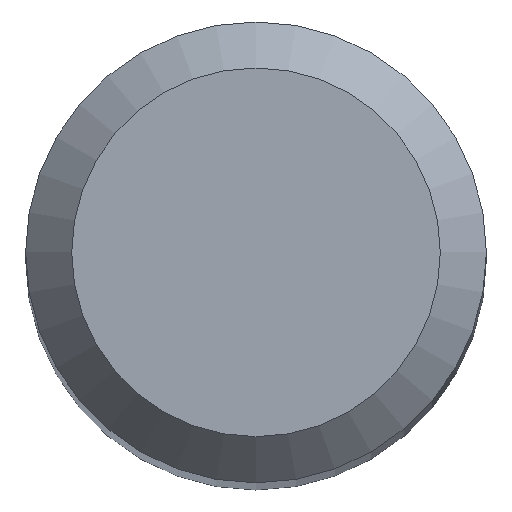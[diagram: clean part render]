
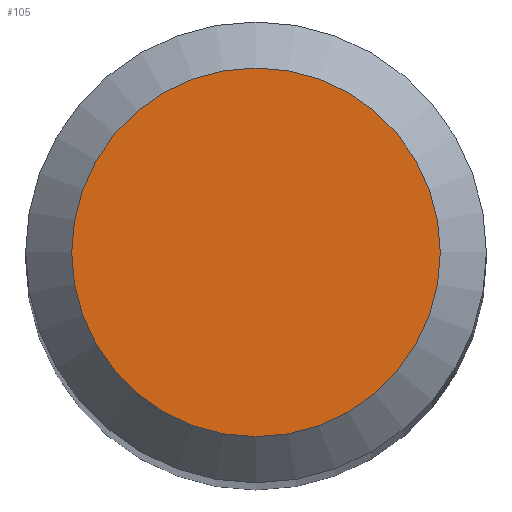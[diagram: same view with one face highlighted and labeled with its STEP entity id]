
A CAD part, top view. The second image highlights one B-rep face of the part: STEP entity #105.
In plain terms, the highlighted planar face has unit normal (0, 0, 1).
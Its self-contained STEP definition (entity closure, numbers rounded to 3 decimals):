
#2 = CIRCLE ( 'NONE', #170, 1.2 ) ;
#29 = DIRECTION ( 'NONE',  ( 0., 1., 0. ) ) ;
#63 = AXIS2_PLACEMENT_3D ( 'NONE', #211, #156, #155 ) ;
#69 = EDGE_LOOP ( 'NONE', ( #158 ) ) ;
#81 = PLANE ( 'NONE',  #63 ) ;
#93 = CARTESIAN_POINT ( 'NONE',  ( 0., 0., 50. ) ) ;
#105 = ADVANCED_FACE ( 'NONE', ( #133 ), #81, .F. ) ;
#133 = FACE_OUTER_BOUND ( 'NONE', #69, .T. ) ;
#155 = DIRECTION ( 'NONE',  ( 0., 1., 0. ) ) ;
#156 = DIRECTION ( 'NONE',  ( 0., 0., -1. ) ) ;
#158 = ORIENTED_EDGE ( 'NONE', *, *, #245, .F. ) ;
#170 = AXIS2_PLACEMENT_3D ( 'NONE', #93, #234, #29 ) ;
#203 = CARTESIAN_POINT ( 'NONE',  ( 0., 1.2, 50. ) ) ;
#211 = CARTESIAN_POINT ( 'NONE',  ( 0., 0., 50. ) ) ;
#234 = DIRECTION ( 'NONE',  ( 0., 0., -1. ) ) ;
#245 = EDGE_CURVE ( 'NONE', #248, #248, #2, .T. ) ;
#248 = VERTEX_POINT ( 'NONE', #203 ) ;
